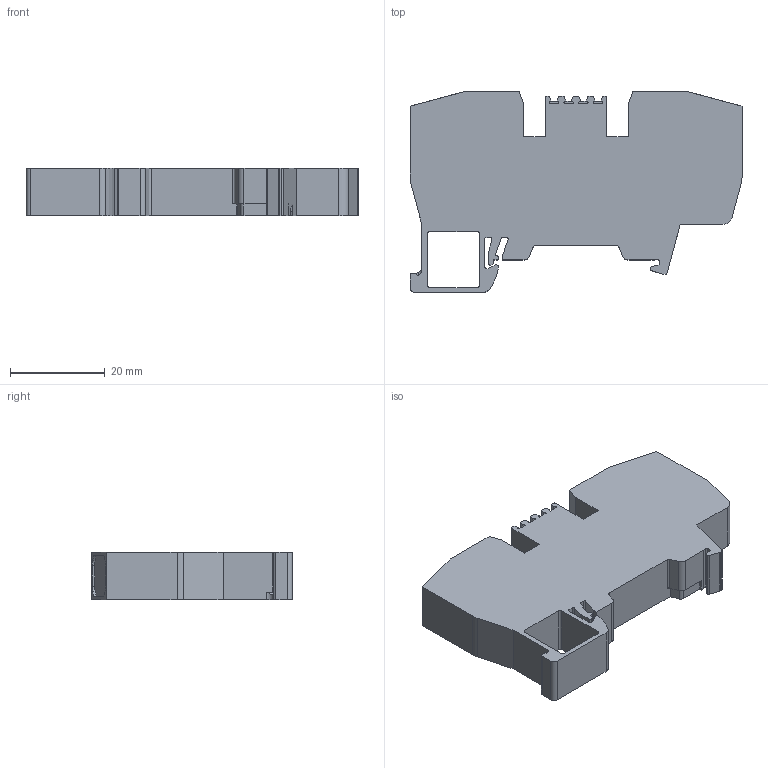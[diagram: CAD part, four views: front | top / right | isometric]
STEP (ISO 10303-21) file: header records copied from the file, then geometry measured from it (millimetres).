
FILE_DESCRIPTION (( 'STEP AP214' ), '1' );
FILE_NAME ('306253_YBK 10_Yellow.STP', '2013-11-13T11:25:27', ( 'arge' ), ( 'Microsoft' ), 'SwSTEP 2.0', 'SolidWorks 2013', '' );
FILE_SCHEMA (( 'AUTOMOTIVE_DESIGN' ));
Length unit declared in the file: millimetre
Products named in the file (1): 306253_YBK 10_Yellow
Bounding box: 70 x 42.31 x 10 mm (x, y, z)
Volume: 20953.1 mm3; surface area: 7784.7 mm2
Topology: 1 solids, 1 shells, 202 faces, 578 edges, 384 vertices
Faces by surface type: plane 130, cylinder 55, bspline 17
Entity records: 6792 total; most frequent: CARTESIAN_POINT 1522, ORIENTED_EDGE 1156, DIRECTION 1006, EDGE_CURVE 578, VECTOR 418, LINE 418, VERTEX_POINT 384, AXIS2_PLACEMENT_3D 294
